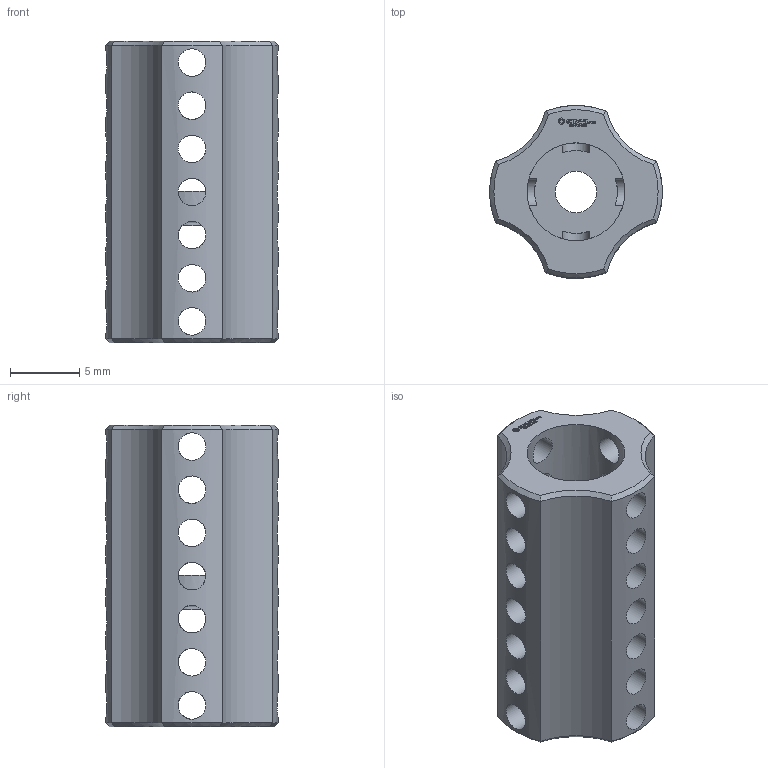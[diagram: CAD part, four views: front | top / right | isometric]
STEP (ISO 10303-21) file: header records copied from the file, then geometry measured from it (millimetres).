
FILE_DESCRIPTION(('FreeCAD Model'),'2;1');
FILE_NAME('Open CASCADE Shape Model','2024-02-18T14:17:03',(''),(''), 'Open CASCADE STEP processor 7.6','FreeCAD','Unknown');
FILE_SCHEMA(('AUTOMOTIVE_DESIGN { 1 0 10303 214 1 1 1 1 }'));
Length unit declared in the file: millimetre
Products named in the file (1): Power-Transmission Hub PLN IDX FRE TTMotor BU01.75 - SPN-PTH-0242 
(stemfie.org)
Bounding box: 12.5 x 12.5 x 21.88 mm (x, y, z)
Volume: 1388.7 mm3; surface area: 1848.6 mm2
Topology: 1 solids, 1 shells, 518 faces, 1493 edges, 994 vertices
Faces by surface type: plane 326, extrusion 122, cylinder 48, cone 22
Full cylindrical faces by diameter (mm): 2 x28, 3 x1, 7.1 x1
Entity records: 47411 total; most frequent: CARTESIAN_POINT 18865, DIRECTION 4629, VECTOR 3611, LINE 3489, ORIENTED_EDGE 2986, PCURVE 2986, DEFINITIONAL_REPRESENTATION 2986, EDGE_CURVE 1493
